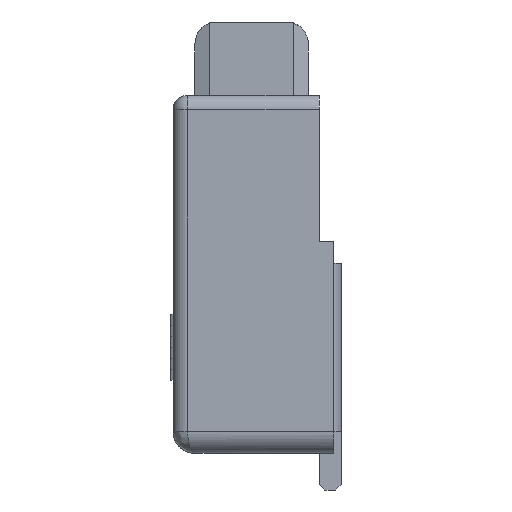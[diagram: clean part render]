
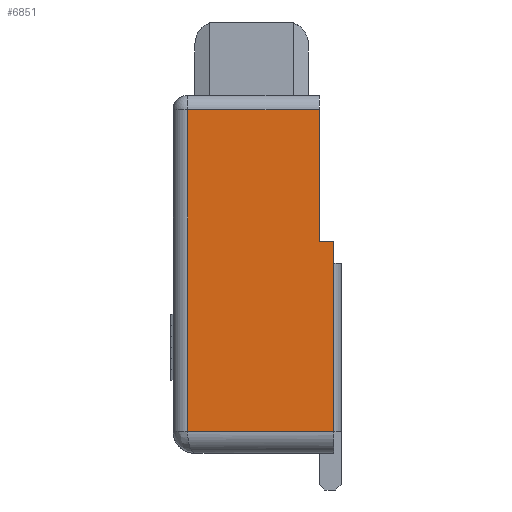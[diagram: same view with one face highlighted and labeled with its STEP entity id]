
A CAD part, left-side view. The second image highlights one B-rep face of the part: STEP entity #6851.
In plain terms, the highlighted planar face has unit normal (-1, 0, 0).
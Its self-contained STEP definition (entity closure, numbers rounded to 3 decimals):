
#140=DIRECTION('',(0.,0.,1.));
#141=VECTOR('',#140,1.8);
#142=CARTESIAN_POINT('',(-6.5,-1.,0.));
#143=LINE('',#142,#141);
#1643=DIRECTION('',(0.,0.,-1.));
#1644=VECTOR('',#1643,2.6);
#1645=CARTESIAN_POINT('',(-6.5,-1.2,0.));
#1646=LINE('',#1645,#1644);
#1672=CARTESIAN_POINT('',(-6.5,0.8,
-2.6));
#1682=DIRECTION('',(0.,-1.,0.));
#1683=VECTOR('',#1682,2.);
#1684=CARTESIAN_POINT('',(-6.5,0.8,
-2.6));
#1685=LINE('',#1684,#1683);
#2100=DIRECTION('',(0.,-1.,0.));
#2101=VECTOR('',#2100,1.8);
#2102=CARTESIAN_POINT('',(-6.5,0.8,1.8));
#2103=LINE('',#2102,#2101);
#2104=DIRECTION('',(0.,0.,-1.));
#2105=VECTOR('',#2104,4.4);
#2106=CARTESIAN_POINT('',(-6.5,0.8,1.8));
#2107=LINE('',#2106,#2105);
#2108=DIRECTION('',(0.,-1.,0.));
#2109=VECTOR('',#2108,0.2);
#2110=CARTESIAN_POINT('',(-6.5,-1.,0.));
#2111=LINE('',#2110,#2109);
#3112=CARTESIAN_POINT('',(-6.5,-1.2,0.));
#3113=VERTEX_POINT('',#3112);
#3114=CARTESIAN_POINT('',(-6.5,-1.2,-2.6));
#3115=VERTEX_POINT('',#3114);
#3531=CARTESIAN_POINT('',(-6.5,-1.,1.8));
#3533=VERTEX_POINT('',#3531);
#3541=CARTESIAN_POINT('',(-6.5,-1.,0.));
#3543=VERTEX_POINT('',#3541);
#3555=VERTEX_POINT('',#1672);
#3556=CARTESIAN_POINT('',(-6.5,0.8,1.8));
#3557=VERTEX_POINT('',#3556);
#6837=CARTESIAN_POINT('',(-6.5,-1.,-2.6));
#6838=DIRECTION('',(-1.,0.,0.));
#6839=DIRECTION('',(0.,0.,1.));
#6840=AXIS2_PLACEMENT_3D('',#6837,#6838,#6839);
#6841=PLANE('',#6840);
#6843=ORIENTED_EDGE('',*,*,#6842,.F.);
#6844=ORIENTED_EDGE('',*,*,#6832,.T.);
#6845=ORIENTED_EDGE('',*,*,#3998,.F.);
#6846=ORIENTED_EDGE('',*,*,#4888,.T.);
#6847=ORIENTED_EDGE('',*,*,#5997,.T.);
#6848=ORIENTED_EDGE('',*,*,#6025,.F.);
#6849=EDGE_LOOP('',(#6843,#6844,#6845,#6846,#6847,#6848));
#6850=FACE_OUTER_BOUND('',#6849,.F.);
#6851=ADVANCED_FACE('',(#6850),#6841,.T.);
#3998=EDGE_CURVE('',#3543,#3533,#143,.T.);
#4888=EDGE_CURVE('',#3543,#3113,#2111,.T.);
#5997=EDGE_CURVE('',#3113,#3115,#1646,.T.);
#6025=EDGE_CURVE('',#3555,#3115,#1685,.T.);
#6832=EDGE_CURVE('',#3557,#3533,#2103,.T.);
#6842=EDGE_CURVE('',#3557,#3555,#2107,.T.);
